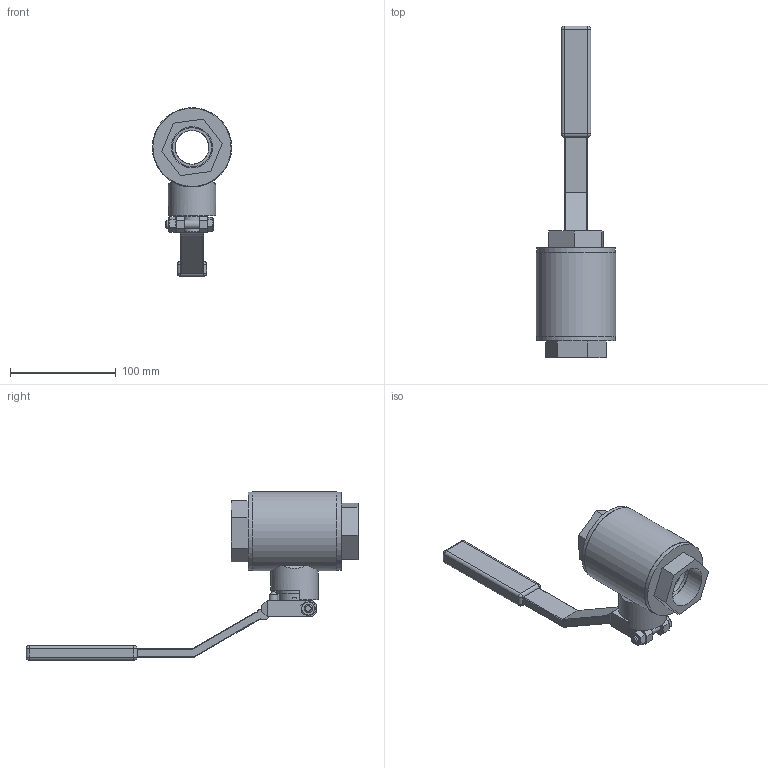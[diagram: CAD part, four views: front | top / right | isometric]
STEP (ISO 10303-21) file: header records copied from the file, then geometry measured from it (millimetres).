
FILE_DESCRIPTION(('STEP AP203'), '1');
FILE_NAME('埡39.030.032.000', '', ('UNSPECIFIED'), ('UNSPECIFIED'), 'ASCON STEP Converter 1.6', 'ASCON Math Kernel', '');
FILE_SCHEMA(('CONFIG_CONTROL_DESIGN'));
Length unit declared in the file: millimetre
Products named in the file (1): 埡39.030.032.000
Bounding box: 75 x 314 x 159.5 mm (x, y, z)
Volume: 463220.4 mm3; surface area: 79285.8 mm2
Topology: 1 solids, 1 shells, 196 faces, 501 edges, 302 vertices
Faces by surface type: plane 122, cylinder 48, cone 15, sphere 8, torus 3
Full cylindrical faces by diameter (mm): 8 x3, 9 x2, 16 x1, 18 x1, 19 x1, 30 x1, 31 x1, 32 x3, 36 x1, 38.95 x2, 43 x2, 45 x1, 74 x2, 75 x1
Entity records: 8230 total; most frequent: CARTESIAN_POINT 2035, DIRECTION 939, ORIENTED_EDGE 914, EDGE_CURVE 457, AXIS2_PLACEMENT_3D 328, VERTEX_POINT 302, LINE 283, VECTOR 283
